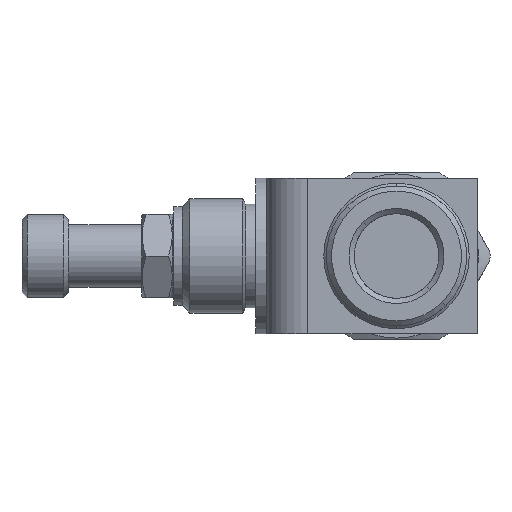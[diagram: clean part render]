
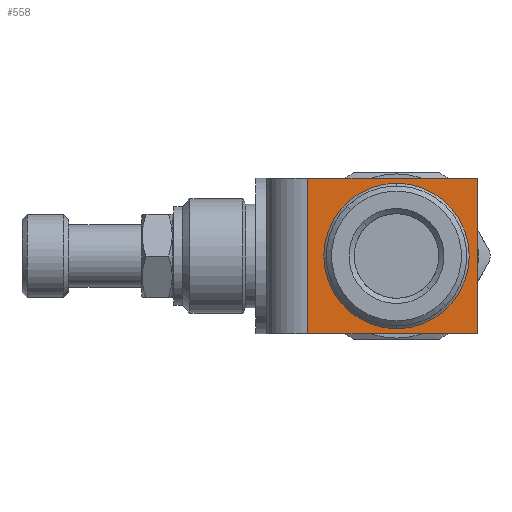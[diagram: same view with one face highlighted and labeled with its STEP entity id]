
A CAD part, left-side view. The second image highlights one B-rep face of the part: STEP entity #558.
In plain terms, the highlighted planar face has unit normal (-1, 0, 0).
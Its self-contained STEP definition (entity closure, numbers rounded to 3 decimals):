
#529 = EDGE_CURVE ( 'NONE', #1899, #1918, #7040, .T. ) ;
#558 = ADVANCED_FACE ( 'NONE', ( #4079, #4080 ), #4422, .F. ) ;
#1113 = VECTOR ( 'NONE', #4733, 1000. ) ;
#1139 = VECTOR ( 'NONE', #4721, 1000. ) ;
#1159 = VECTOR ( 'NONE', #4713, 1000. ) ;
#1196 = VECTOR ( 'NONE', #4725, 1000. ) ;
#1818 = VERTEX_POINT ( 'NONE', #2344 ) ;
#1819 = VERTEX_POINT ( 'NONE', #2345 ) ;
#1820 = VERTEX_POINT ( 'NONE', #2346 ) ;
#1821 = VERTEX_POINT ( 'NONE', #2347 ) ;
#1899 = VERTEX_POINT ( 'NONE', #2420 ) ;
#1918 = VERTEX_POINT ( 'NONE', #2439 ) ;
#2344 = CARTESIAN_POINT ( 'NONE',  ( -11.5, 16.3, -7.5 ) ) ;
#2345 = CARTESIAN_POINT ( 'NONE',  ( -11.5, 0., -7.5 ) ) ;
#2346 = CARTESIAN_POINT ( 'NONE',  ( -11.5, 0., 7.5 ) ) ;
#2347 = CARTESIAN_POINT ( 'NONE',  ( -11.5, 16.3, 7.5 ) ) ;
#2420 = CARTESIAN_POINT ( 'NONE',  ( -11.5, 7.775, 7. ) ) ;
#2439 = CARTESIAN_POINT ( 'NONE',  ( -11.5, 7.775, -7. ) ) ;
#2882 = ORIENTED_EDGE ( 'NONE', *, *, #6520, .T. ) ;
#2883 = ORIENTED_EDGE ( 'NONE', *, *, #6521, .F. ) ;
#2884 = ORIENTED_EDGE ( 'NONE', *, *, #6518, .F. ) ;
#2885 = ORIENTED_EDGE ( 'NONE', *, *, #6523, .T. ) ;
#2886 = ORIENTED_EDGE ( 'NONE', *, *, #6463, .F. ) ;
#2887 = ORIENTED_EDGE ( 'NONE', *, *, #529, .F. ) ;
#3163 = EDGE_LOOP ( 'NONE', ( #2887, #2886 ) ) ;
#3164 = EDGE_LOOP ( 'NONE', ( #2882, #2884, #2883, #2885 ) ) ;
#3996 = CARTESIAN_POINT ( 'NONE',  ( -11.5, 7.775, 0. ) ) ;
#3997 = DIRECTION ( 'NONE',  ( -1., 0., 0. ) ) ;
#3998 = DIRECTION ( 'NONE',  ( 0., 1., 0. ) ) ;
#4079 = FACE_OUTER_BOUND ( 'NONE', #3164, .T. ) ;
#4080 = FACE_BOUND ( 'NONE', #3163, .T. ) ;
#4297 = LINE ( 'NONE', #4711, #1159 ) ;
#4299 = LINE ( 'NONE', #4719, #1139 ) ;
#4300 = LINE ( 'NONE', #4723, #1196 ) ;
#4302 = LINE ( 'NONE', #4731, #1113 ) ;
#4422 = PLANE ( 'NONE',  #7199 ) ;
#4424 = CARTESIAN_POINT ( 'NONE',  ( -11.5, 16.3, 7.5 ) ) ;
#4426 = DIRECTION ( 'NONE',  ( 1., 0., 0. ) ) ;
#4427 = DIRECTION ( 'NONE',  ( 0., 1., 0. ) ) ;
#4476 = CARTESIAN_POINT ( 'NONE',  ( -11.5, 7.775, 0. ) ) ;
#4477 = DIRECTION ( 'NONE',  ( -1., 0., 0. ) ) ;
#4479 = DIRECTION ( 'NONE',  ( 0., 1., 0. ) ) ;
#4711 = CARTESIAN_POINT ( 'NONE',  ( -11.5, 0., 7.5 ) ) ;
#4713 = DIRECTION ( 'NONE',  ( 0., 0., -1. ) ) ;
#4719 = CARTESIAN_POINT ( 'NONE',  ( -11.5, 16.3, -7.5 ) ) ;
#4721 = DIRECTION ( 'NONE',  ( 0., -1., 0. ) ) ;
#4723 = CARTESIAN_POINT ( 'NONE',  ( -11.5, 16.3, 7.5 ) ) ;
#4725 = DIRECTION ( 'NONE',  ( 0., -1., 0. ) ) ;
#4731 = CARTESIAN_POINT ( 'NONE',  ( -11.5, 16.3, 7.5 ) ) ;
#4733 = DIRECTION ( 'NONE',  ( 0., 0., -1. ) ) ;
#6463 = EDGE_CURVE ( 'NONE', #1918, #1899, #7507, .T. ) ;
#6518 = EDGE_CURVE ( 'NONE', #1820, #1819, #4297, .T. ) ;
#6520 = EDGE_CURVE ( 'NONE', #1818, #1819, #4299, .T. ) ;
#6521 = EDGE_CURVE ( 'NONE', #1821, #1820, #4300, .T. ) ;
#6523 = EDGE_CURVE ( 'NONE', #1821, #1818, #4302, .T. ) ;
#6955 = AXIS2_PLACEMENT_3D ( 'NONE', #3996, #3997, #3998 ) ;
#7040 = CIRCLE ( 'NONE', #6955, 7. ) ;
#7199 = AXIS2_PLACEMENT_3D ( 'NONE', #4424, #4426, #4427 ) ;
#7507 = CIRCLE ( 'NONE', #7545, 7. ) ;
#7545 = AXIS2_PLACEMENT_3D ( 'NONE', #4476, #4477, #4479 ) ;
